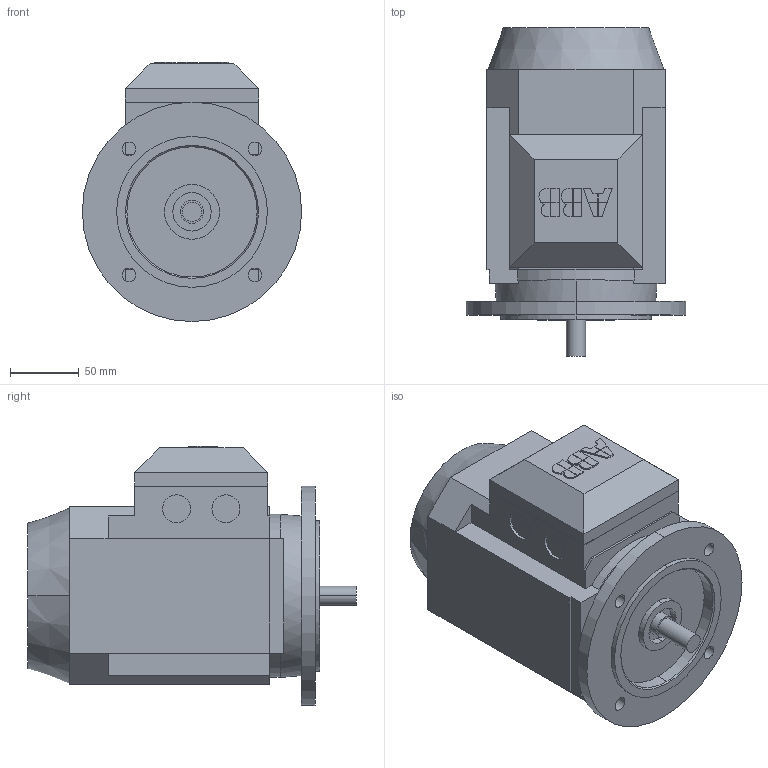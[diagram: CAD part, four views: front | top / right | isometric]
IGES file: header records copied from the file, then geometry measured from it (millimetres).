
Global section: file name: No Iges File Name specified; native system: Autodesk Inventor 2010; preprocessor: AutoDesk Inventor Iges Exporter R2010; author: esu00084; date: 20100406.092901; units: millimetre
Bounding box: 160 x 239.5 x 189 mm (x, y, z)
Volume: 3365289.1 mm3; surface area: 166143.5 mm2
Topology: 1 solids, 1 shells, 163 faces, 398 edges, 262 vertices
Faces by surface type: plane 108, bspline 21, revolution 18, cylinder 12, cone 4
